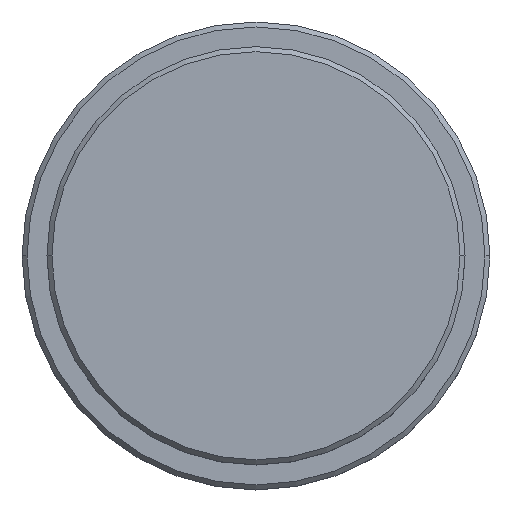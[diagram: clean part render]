
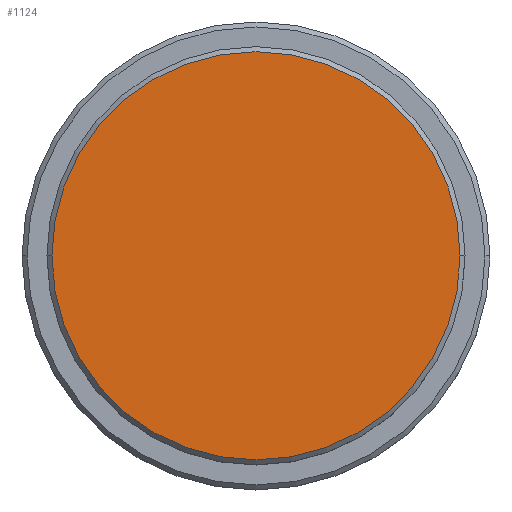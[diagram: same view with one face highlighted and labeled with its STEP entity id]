
A CAD part, top view. The second image highlights one B-rep face of the part: STEP entity #1124.
In plain terms, the highlighted planar face has unit normal (0, 0, 1).
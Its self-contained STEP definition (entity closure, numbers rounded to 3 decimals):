
#18 = VERTEX_POINT ( 'NONE', #1346 ) ;
#50 = CARTESIAN_POINT ( 'NONE',  ( 0., 0., 0. ) ) ;
#77 = EDGE_LOOP ( 'NONE', ( #610, #564 ) ) ;
#85 = EDGE_CURVE ( 'NONE', #18, #742, #1366, .T. ) ;
#212 = DIRECTION ( 'NONE',  ( 1., 0., 0. ) ) ;
#261 = DIRECTION ( 'NONE',  ( 0., 0., 1. ) ) ;
#295 = CIRCLE ( 'NONE', #865, 20.5 ) ;
#477 = DIRECTION ( 'NONE',  ( 1., 0., 0. ) ) ;
#492 = CARTESIAN_POINT ( 'NONE',  ( 20.5, 0., 0. ) ) ;
#554 = EDGE_CURVE ( 'NONE', #742, #18, #295, .T. ) ;
#564 = ORIENTED_EDGE ( 'NONE', *, *, #554, .T. ) ;
#610 = ORIENTED_EDGE ( 'NONE', *, *, #85, .T. ) ;
#670 = FACE_OUTER_BOUND ( 'NONE', #77, .T. ) ;
#742 = VERTEX_POINT ( 'NONE', #492 ) ;
#824 = DIRECTION ( 'NONE',  ( 0., 0., 1. ) ) ;
#855 = DIRECTION ( 'NONE',  ( 0., 0., 1. ) ) ;
#865 = AXIS2_PLACEMENT_3D ( 'NONE', #928, #261, #477 ) ;
#928 = CARTESIAN_POINT ( 'NONE',  ( 0., 0., 0. ) ) ;
#1026 = AXIS2_PLACEMENT_3D ( 'NONE', #1094, #855, #212 ) ;
#1094 = CARTESIAN_POINT ( 'NONE',  ( 0., 0., 0. ) ) ;
#1124 = ADVANCED_FACE ( 'NONE', ( #670 ), #1416, .T. ) ;
#1257 = DIRECTION ( 'NONE',  ( 1., 0., 0. ) ) ;
#1345 = AXIS2_PLACEMENT_3D ( 'NONE', #50, #824, #1257 ) ;
#1346 = CARTESIAN_POINT ( 'NONE',  ( -20.5, 0., 0. ) ) ;
#1366 = CIRCLE ( 'NONE', #1345, 20.5 ) ;
#1416 = PLANE ( 'NONE',  #1026 ) ;
